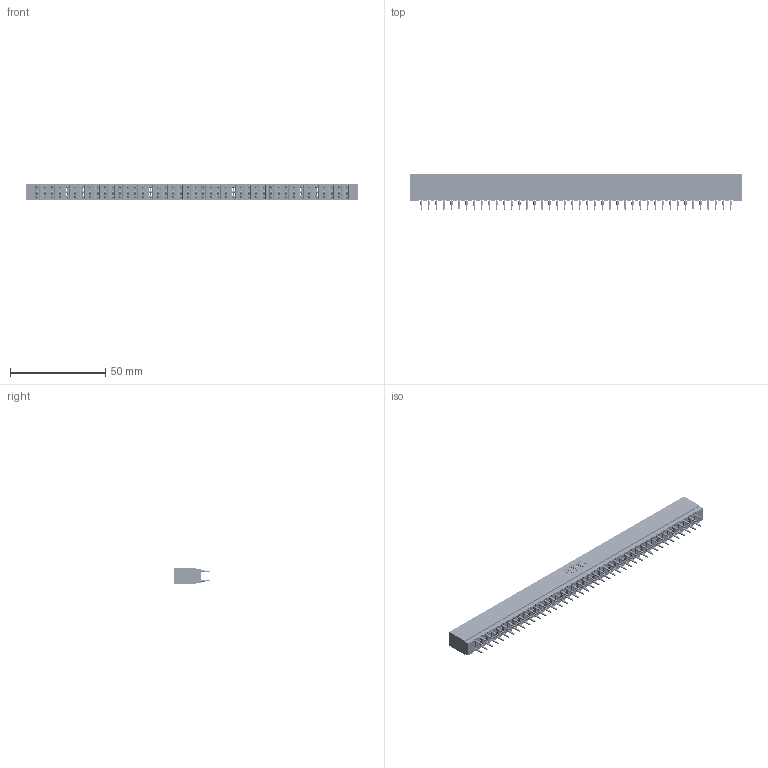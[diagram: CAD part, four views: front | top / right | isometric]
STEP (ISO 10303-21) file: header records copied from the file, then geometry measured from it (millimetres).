
FILE_DESCRIPTION (( 'STEP AP203' ), '1' );
FILE_NAME ('717-084-560-206.STEP', '2020-03-14T00:34:10', ( '' ), ( '' ), 'SwSTEP 2.0', 'SolidWorks 2016', '' );
FILE_SCHEMA (( 'CONFIG_CONTROL_DESIGN' ));
Length unit declared in the file: inch
Products named in the file (3): 745-292-001_560; 717 Part_Insulator Option - 06; 717-084-560-206
Assembly tree (85 placements, depth 2):
  717-084-560-206
    717 Part_Insulator Option - 06
    745-292-001_560  x84
Bounding box: 174.29 x 18.78 x 8.89 mm (x, y, z)
Volume: 15413 mm3; surface area: 25056.1 mm2
Topology: 85 solids, 85 shells, 8410 faces, 23015 edges, 14614 vertices
Faces by surface type: plane 4380, cylinder 1846, bspline 1680, torus 504
Entity records: 72354 total; most frequent: CARTESIAN_POINT 13063, ORIENTED_EDGE 12498, DIRECTION 10915, EDGE_CURVE 6249, VECTOR 5807, LINE 5807, VERTEX_POINT 3990, AXIS2_PLACEMENT_3D 2554
